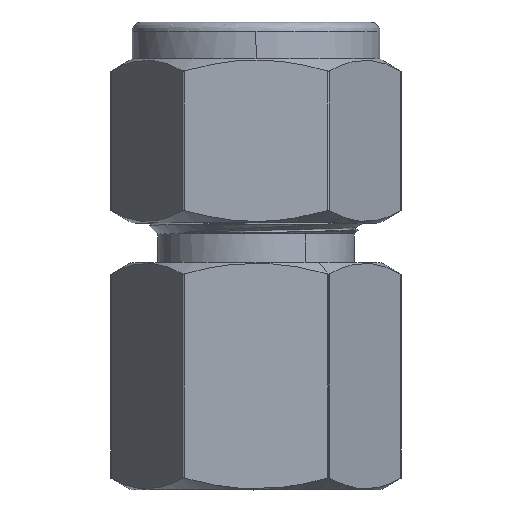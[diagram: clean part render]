
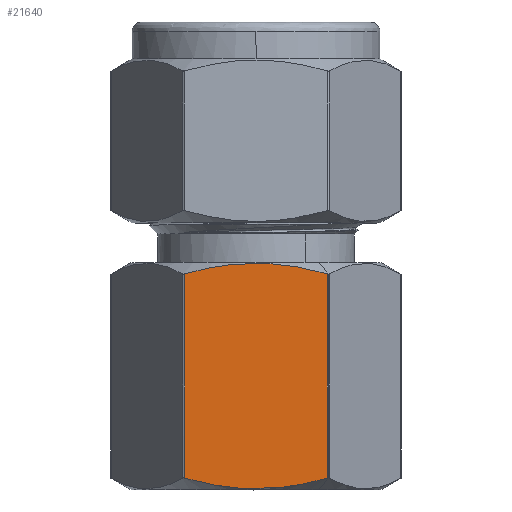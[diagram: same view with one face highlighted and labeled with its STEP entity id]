
A CAD part, top view. The second image highlights one B-rep face of the part: STEP entity #21640.
In plain terms, the highlighted planar face has unit normal (0, 0, 1).
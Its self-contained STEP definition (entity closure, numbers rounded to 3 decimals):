
#784 = CARTESIAN_POINT ( 'NONE',  ( -6.207, -4.457, 11. ) ) ;
#800 = DIRECTION ( 'NONE',  ( 0., 1., 0. ) ) ;
#1408 = CARTESIAN_POINT ( 'NONE',  ( 3.182, -22.941, 11. ) ) ;
#1478 = CARTESIAN_POINT ( 'NONE',  ( -2.016, -23.095, 11. ) ) ;
#2082 = EDGE_CURVE ( 'NONE', #2346, #6551, #8015, .T. ) ;
#2206 = EDGE_LOOP ( 'NONE', ( #12137, #19281, #20086, #7931 ) ) ;
#2346 = VERTEX_POINT ( 'NONE', #11708 ) ;
#2573 = CARTESIAN_POINT ( 'NONE',  ( -4.172, -3.933, 11. ) ) ;
#2591 = CARTESIAN_POINT ( 'NONE',  ( 6.207, -3.458, 11. ) ) ;
#3202 = CARTESIAN_POINT ( 'NONE',  ( 2.538, -23.035, 11. ) ) ;
#3277 = CARTESIAN_POINT ( 'NONE',  ( -2.528, -23.036, 11. ) ) ;
#3743 = VERTEX_POINT ( 'NONE', #13621 ) ;
#4396 = CARTESIAN_POINT ( 'NONE',  ( -1.067, -3.517, 11. ) ) ;
#4751 = B_SPLINE_CURVE_WITH_KNOTS ( 'NONE', 3,
 ( #22674, #13862, #15735, #4939, #17543, #6742, #19347, #8573, #21159, #10396, #22981, #12206, #1408, #14004, #3202, #15808, #5014, #17621, #6822, #19420, #8641, #21232, #10466, #23050, #12290, #1478, #14084, #3277, #15884, #5084, #17694, #6901 ),
 .UNSPECIFIED., .F., .F.,
 ( 4, 2, 2, 2, 2, 2, 2, 2, 2, 2, 2, 2, 2, 2, 2, 4 ),
 ( 0.011, 0.072, 0.102, 0.133, 0.194, 0.225, 0.255, 0.316, 0.347, 0.378, 0.5, 0.622, 0.653, 0.683, 0.745, 0.989 ),
 .UNSPECIFIED. ) ;
#4821 = VERTEX_POINT ( 'NONE', #7270 ) ;
#4939 = CARTESIAN_POINT ( 'NONE',  ( 5.256, -22.513, 11. ) ) ;
#5014 = CARTESIAN_POINT ( 'NONE',  ( 2.025, -23.094, 11. ) ) ;
#5059 = DIRECTION ( 'NONE',  ( 0., -1., 0. ) ) ;
#5084 = CARTESIAN_POINT ( 'NONE',  ( -4.077, -22.803, 11. ) ) ;
#5410 = EDGE_CURVE ( 'NONE', #4821, #6551, #4751, .T. ) ;
#6199 = CARTESIAN_POINT ( 'NONE',  ( 1.045, -3.538, 11. ) ) ;
#6551 = VERTEX_POINT ( 'NONE', #15249 ) ;
#6742 = CARTESIAN_POINT ( 'NONE',  ( 4.854, -22.61, 11. ) ) ;
#6822 = CARTESIAN_POINT ( 'NONE',  ( 1.64, -23.131, 11. ) ) ;
#6901 = CARTESIAN_POINT ( 'NONE',  ( -6.207, -22.259, 11. ) ) ;
#7135 = VECTOR ( 'NONE', #800, 1000. ) ;
#7144 = EDGE_CURVE ( 'NONE', #2346, #3743, #16638, .T. ) ;
#7270 = CARTESIAN_POINT ( 'NONE',  ( 6.207, -22.259, 11. ) ) ;
#7441 = VECTOR ( 'NONE', #5059, 1000. ) ;
#7931 = ORIENTED_EDGE ( 'NONE', *, *, #2082, .T. ) ;
#8015 = LINE ( 'NONE', #15114, #7441 ) ;
#8025 = CARTESIAN_POINT ( 'NONE',  ( 2.615, -3.687, 11. ) ) ;
#8523 = FACE_OUTER_BOUND ( 'NONE', #2206, .T. ) ;
#8573 = CARTESIAN_POINT ( 'NONE',  ( 4.331, -22.727, 11. ) ) ;
#8641 = CARTESIAN_POINT ( 'NONE',  ( 0.507, -23.2, 11. ) ) ;
#9345 = CARTESIAN_POINT ( 'NONE',  ( 6.351, -3.458, 11. ) ) ;
#9838 = CARTESIAN_POINT ( 'NONE',  ( 5.192, -4.169, 11. ) ) ;
#10396 = CARTESIAN_POINT ( 'NONE',  ( 3.69, -22.853, 11. ) ) ;
#10466 = CARTESIAN_POINT ( 'NONE',  ( -0.998, -23.181, 11. ) ) ;
#10758 = AXIS2_PLACEMENT_3D ( 'NONE', #9345, #21931, #11177 ) ;
#11177 = DIRECTION ( 'NONE',  ( 1., 0., 0. ) ) ;
#11587 = CARTESIAN_POINT ( 'NONE',  ( -5.193, -4.17, 11. ) ) ;
#11708 = CARTESIAN_POINT ( 'NONE',  ( -6.207, -4.457, 11. ) ) ;
#11960 = LINE ( 'NONE', #2591, #7135 ) ;
#12137 = ORIENTED_EDGE ( 'NONE', *, *, #5410, .F. ) ;
#12206 = CARTESIAN_POINT ( 'NONE',  ( 3.308, -22.92, 11. ) ) ;
#12290 = CARTESIAN_POINT ( 'NONE',  ( -1.76, -23.12, 11. ) ) ;
#13621 = CARTESIAN_POINT ( 'NONE',  ( 6.207, -4.457, 11. ) ) ;
#13862 = CARTESIAN_POINT ( 'NONE',  ( 5.932, -22.337, 11. ) ) ;
#14004 = CARTESIAN_POINT ( 'NONE',  ( 2.794, -23., 11. ) ) ;
#14084 = CARTESIAN_POINT ( 'NONE',  ( -2.144, -23.081, 11. ) ) ;
#15114 = CARTESIAN_POINT ( 'NONE',  ( -6.207, -3.458, 11. ) ) ;
#15182 = CARTESIAN_POINT ( 'NONE',  ( -2.109, -3.606, 11. ) ) ;
#15249 = CARTESIAN_POINT ( 'NONE',  ( -6.207, -22.259, 11. ) ) ;
#15735 = CARTESIAN_POINT ( 'NONE',  ( 5.661, -22.41, 11. ) ) ;
#15808 = CARTESIAN_POINT ( 'NONE',  ( 2.153, -23.08, 11. ) ) ;
#15884 = CARTESIAN_POINT ( 'NONE',  ( -2.785, -23.002, 11. ) ) ;
#16638 = B_SPLINE_CURVE_WITH_KNOTS ( 'NONE', 3,
 ( #784, #11587, #2573, #15182, #4396, #16977, #6199, #18800, #8025, #20605, #9838, #22420 ),
 .UNSPECIFIED., .F., .F.,
 ( 4, 2, 2, 2, 2, 4 ),
 ( 0., 0.003, 0.006, 0.008, 0.01, 0.013 ),
 .UNSPECIFIED. ) ;
#16977 = CARTESIAN_POINT ( 'NONE',  ( 0.515, -3.516, 11. ) ) ;
#17543 = CARTESIAN_POINT ( 'NONE',  ( 5.122, -22.546, 11. ) ) ;
#17621 = CARTESIAN_POINT ( 'NONE',  ( 1.769, -23.119, 11. ) ) ;
#17694 = CARTESIAN_POINT ( 'NONE',  ( -5.118, -22.568, 11. ) ) ;
#18800 = CARTESIAN_POINT ( 'NONE',  ( 2.094, -3.623, 11. ) ) ;
#19281 = ORIENTED_EDGE ( 'NONE', *, *, #20114, .T. ) ;
#19347 = CARTESIAN_POINT ( 'NONE',  ( 4.72, -22.641, 11. ) ) ;
#19420 = CARTESIAN_POINT ( 'NONE',  ( 1.008, -23.18, 11. ) ) ;
#20086 = ORIENTED_EDGE ( 'NONE', *, *, #7144, .F. ) ;
#20114 = EDGE_CURVE ( 'NONE', #4821, #3743, #11960, .T. ) ;
#20605 = CARTESIAN_POINT ( 'NONE',  ( 4.168, -3.932, 11. ) ) ;
#21159 = CARTESIAN_POINT ( 'NONE',  ( 4.074, -22.78, 11. ) ) ;
#21232 = CARTESIAN_POINT ( 'NONE',  ( -0.499, -23.201, 11. ) ) ;
#21598 = PLANE ( 'NONE',  #10758 ) ;
#21640 = ADVANCED_FACE ( 'NONE', ( #8523 ), #21598, .F. ) ;
#21931 = DIRECTION ( 'NONE',  ( 0., 0., -1. ) ) ;
#22420 = CARTESIAN_POINT ( 'NONE',  ( 6.207, -4.457, 11. ) ) ;
#22674 = CARTESIAN_POINT ( 'NONE',  ( 6.207, -22.259, 11. ) ) ;
#22981 = CARTESIAN_POINT ( 'NONE',  ( 3.563, -22.876, 11. ) ) ;
#23050 = CARTESIAN_POINT ( 'NONE',  ( -1.631, -23.131, 11. ) ) ;
